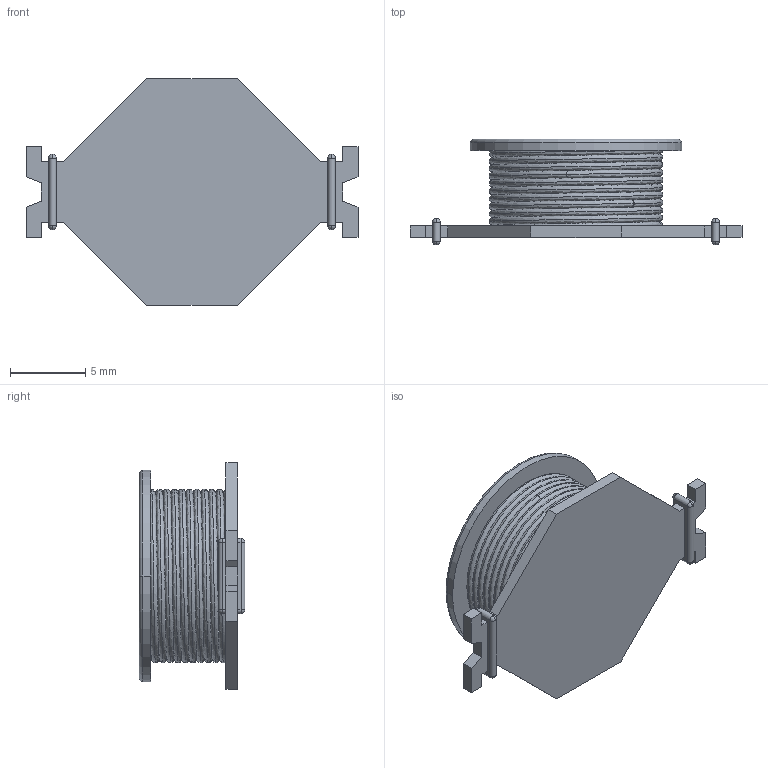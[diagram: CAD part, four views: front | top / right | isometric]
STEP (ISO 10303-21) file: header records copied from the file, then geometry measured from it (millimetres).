
FILE_DESCRIPTION((''),'2;1');
FILE_NAME('SDR2207','2012-08-15T',('ryans'),('Bourns, Inc.'),'PRO/ENGINEER BY PARAMETRIC TECHNOLOGY CORPORATION, 2010100','PRO/ENGINEER BY PARAMETRIC TECHNOLOGY CORPORATION, 2010100','');
FILE_SCHEMA(('CONFIG_CONTROL_DESIGN'));
Length unit declared in the file: millimetre
Products named in the file (1): SDR2207
Bounding box: 22 x 7 x 15 mm (x, y, z)
Volume: 349.1 mm3; surface area: 1356.7 mm2
Topology: 1 solids, 1 shells, 78 faces, 188 edges, 118 vertices
Faces by surface type: plane 44, sphere 16, cylinder 10, bspline 6, torus 2
Entity records: 8357 total; most frequent: CARTESIAN_POINT 6517, ORIENTED_EDGE 376, DIRECTION 358, EDGE_CURVE 188, VECTOR 126, LINE 126, VERTEX_POINT 118, AXIS2_PLACEMENT_3D 116
